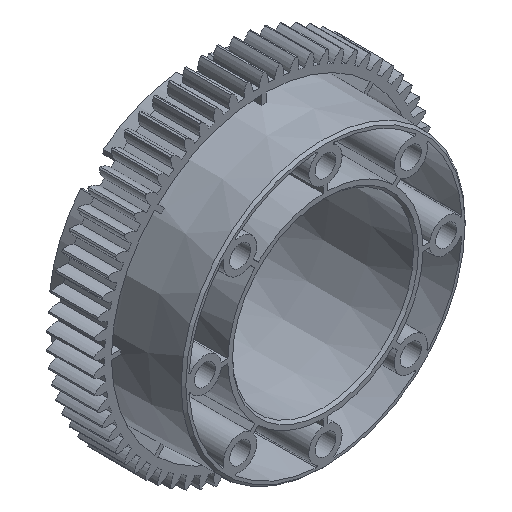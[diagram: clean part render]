
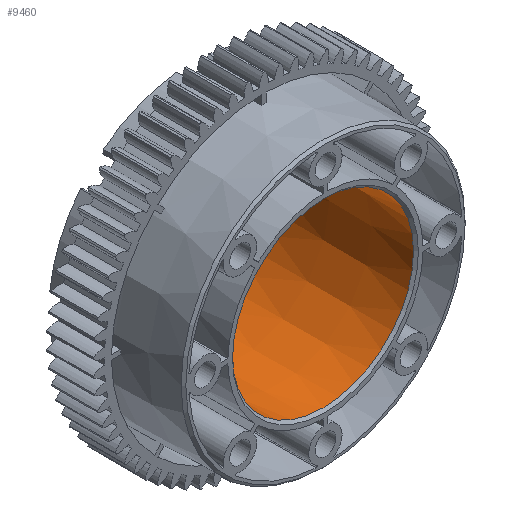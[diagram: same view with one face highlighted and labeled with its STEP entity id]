
A CAD part, isometric view. The second image highlights one B-rep face of the part: STEP entity #9460.
In plain terms, the highlighted conical face has half-angle 1 degrees and reference radius 25.4 mm.
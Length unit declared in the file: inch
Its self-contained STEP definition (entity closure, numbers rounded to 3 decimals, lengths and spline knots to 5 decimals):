
#648=FACE_OUTER_BOUND('',#1161,.T.);
#1161=EDGE_LOOP('',(#6504,#6505,#6506,#6507,#6508,#6509,#6510,#6511));
#1726=LINE('',#14812,#2427);
#2427=VECTOR('',#11510,1.);
#3101=CIRCLE('',#9993,0.75036);
#3102=CIRCLE('',#9994,0.75036);
#3105=CIRCLE('',#9997,0.75036);
#3166=CIRCLE('',#10081,0.76893);
#3167=CIRCLE('',#10082,0.76893);
#3168=CIRCLE('',#10083,0.76893);
#3837=VERTEX_POINT('',#14548);
#3838=VERTEX_POINT('',#14549);
#3839=VERTEX_POINT('',#14551);
#3930=VERTEX_POINT('',#14811);
#3931=VERTEX_POINT('',#14813);
#3932=VERTEX_POINT('',#14815);
#4863=EDGE_CURVE('',#3837,#3838,#3101,.T.);
#4864=EDGE_CURVE('',#3839,#3837,#3102,.T.);
#4868=EDGE_CURVE('',#3838,#3839,#3105,.T.);
#4965=EDGE_CURVE('',#3838,#3930,#1726,.T.);
#4966=EDGE_CURVE('',#3931,#3930,#3166,.T.);
#4967=EDGE_CURVE('',#3932,#3931,#3167,.T.);
#4968=EDGE_CURVE('',#3930,#3932,#3168,.T.);
#6504=ORIENTED_EDGE('',*,*,#4863,.T.);
#6505=ORIENTED_EDGE('',*,*,#4965,.T.);
#6506=ORIENTED_EDGE('',*,*,#4966,.F.);
#6507=ORIENTED_EDGE('',*,*,#4967,.F.);
#6508=ORIENTED_EDGE('',*,*,#4968,.F.);
#6509=ORIENTED_EDGE('',*,*,#4965,.F.);
#6510=ORIENTED_EDGE('',*,*,#4868,.T.);
#6511=ORIENTED_EDGE('',*,*,#4864,.T.);
#9401=CONICAL_SURFACE('',#10080,1.,0.017);
#9460=ADVANCED_FACE('',(#648),#9401,.F.);
#9993=AXIS2_PLACEMENT_3D('',#14550,#11303,#11304);
#9994=AXIS2_PLACEMENT_3D('',#14552,#11305,#11306);
#9997=AXIS2_PLACEMENT_3D('',#14558,#11312,#11313);
#10080=AXIS2_PLACEMENT_3D('',#14810,#11508,#11509);
#10081=AXIS2_PLACEMENT_3D('',#14814,#11511,#11512);
#10082=AXIS2_PLACEMENT_3D('',#14816,#11513,#11514);
#10083=AXIS2_PLACEMENT_3D('',#14817,#11515,#11516);
#11303=DIRECTION('center_axis',(0.,-1.,0.));
#11304=DIRECTION('ref_axis',(0.,0.,-1.));
#11305=DIRECTION('center_axis',(0.,-1.,0.));
#11306=DIRECTION('ref_axis',(0.,0.,-1.));
#11312=DIRECTION('center_axis',(0.,-1.,0.));
#11313=DIRECTION('ref_axis',(0.,0.,-1.));
#11508=DIRECTION('center_axis',(0.,1.,0.));
#11509=DIRECTION('ref_axis',(-1.,0.,0.));
#11510=DIRECTION('',(0.017,1.,0.));
#11511=DIRECTION('center_axis',(0.,-1.,0.));
#11512=DIRECTION('ref_axis',(-1.,0.,0.));
#11513=DIRECTION('center_axis',(0.,-1.,0.));
#11514=DIRECTION('ref_axis',(-1.,0.,0.));
#11515=DIRECTION('center_axis',(0.,-1.,0.));
#11516=DIRECTION('ref_axis',(-1.,0.,0.));
#14548=CARTESIAN_POINT('',(-0.75036,-0.48962,0.));
#14549=CARTESIAN_POINT('',(0.75036,-0.48962,0.));
#14550=CARTESIAN_POINT('Origin',(0.,-0.48962,
0.));
#14551=CARTESIAN_POINT('',(0.,-0.48962,0.75036));
#14552=CARTESIAN_POINT('Origin',(0.,-0.48962,
0.));
#14558=CARTESIAN_POINT('Origin',(0.,-0.48962,
0.));
#14810=CARTESIAN_POINT('Origin',(0.,13.81249,0.));
#14811=CARTESIAN_POINT('',(0.76893,0.57452,0.));
#14812=CARTESIAN_POINT('',(1.,13.81249,0.));
#14813=CARTESIAN_POINT('',(0.,0.57452,-0.76893));
#14814=CARTESIAN_POINT('Origin',(0.,0.57452,
0.));
#14815=CARTESIAN_POINT('',(0.,0.57452,0.76893));
#14816=CARTESIAN_POINT('Origin',(0.,0.57452,
0.));
#14817=CARTESIAN_POINT('Origin',(0.,0.57452,
0.));
